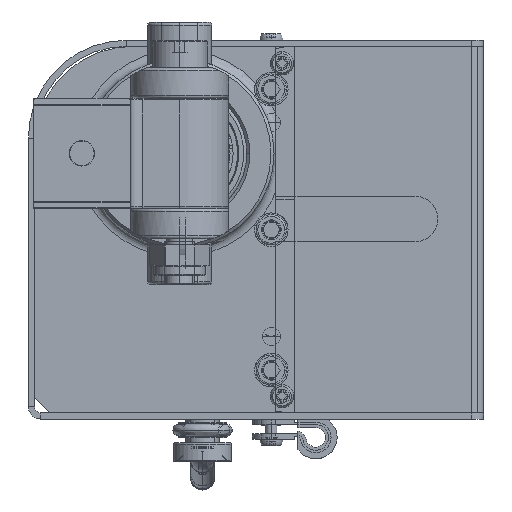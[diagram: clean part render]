
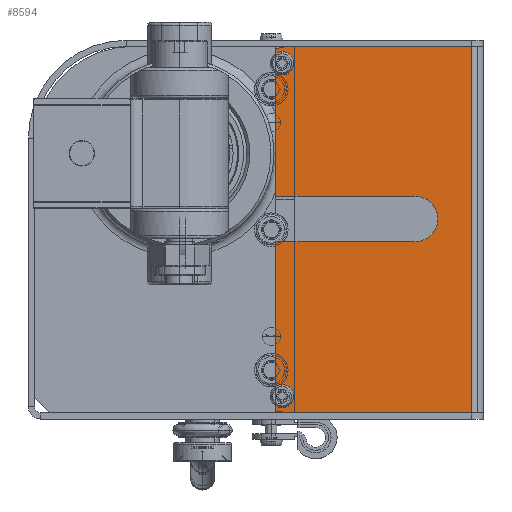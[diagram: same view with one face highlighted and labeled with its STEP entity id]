
A CAD part, front view. The second image highlights one B-rep face of the part: STEP entity #8594.
In plain terms, the highlighted face is planar.
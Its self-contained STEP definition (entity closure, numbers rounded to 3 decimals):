
#7900=DIRECTION('',(0.,-1.,0.));
#7901=VECTOR('',#7900,120.);
#7902=CARTESIAN_POINT('',(-2.,60.,-217.141));
#7903=LINE('',#7902,#7901);
#7914=DIRECTION('',(1.,0.,0.));
#7915=VECTOR('',#7914,60.03);
#7916=CARTESIAN_POINT('',(-62.03,60.,-217.141));
#7917=LINE('',#7916,#7915);
#7918=DIRECTION('',(0.985,0.174,0.));
#7919=VECTOR('',#7918,4.031);
#7920=CARTESIAN_POINT('',(-66.,59.3,-217.141));
#7921=LINE('',#7920,#7919);
#7922=DIRECTION('',(0.,1.,0.));
#7923=VECTOR('',#7922,2.55);
#7924=CARTESIAN_POINT('',(-66.,56.75,-217.141));
#7925=LINE('',#7924,#7923);
#7926=DIRECTION('',(-1.,0.,0.));
#7927=VECTOR('',#7926,2.25);
#7928=CARTESIAN_POINT('',(-63.75,56.75,-217.141));
#7929=LINE('',#7928,#7927);
#7930=CARTESIAN_POINT('',(-63.75,54.5,-217.141));
#7931=DIRECTION('',(0.,0.,1.));
#7932=DIRECTION('',(0.,-1.,0.));
#7933=AXIS2_PLACEMENT_3D('',#7930,#7931,#7932);
#7935=DIRECTION('',(1.,0.,0.));
#7936=VECTOR('',#7935,2.25);
#7937=CARTESIAN_POINT('',(-66.,52.25,-217.141));
#7938=LINE('',#7937,#7936);
#7939=DIRECTION('',(0.,1.,0.));
#7940=VECTOR('',#7939,48.25);
#7941=CARTESIAN_POINT('',(-66.,4.,-217.141));
#7942=LINE('',#7941,#7940);
#7943=DIRECTION('',(-1.,0.,0.));
#7944=VECTOR('',#7943,45.5);
#7945=CARTESIAN_POINT('',(-20.5,4.,-217.141));
#7946=LINE('',#7945,#7944);
#7947=CARTESIAN_POINT('',(-20.5,-3.5,-217.141));
#7948=DIRECTION('',(0.,0.,1.));
#7949=DIRECTION('',(0.,-1.,0.));
#7950=AXIS2_PLACEMENT_3D('',#7947,#7948,#7949);
#7952=DIRECTION('',(1.,0.,0.));
#7953=VECTOR('',#7952,45.5);
#7954=CARTESIAN_POINT('',(-66.,-11.,-217.141));
#7955=LINE('',#7954,#7953);
#7956=DIRECTION('',(0.,1.,0.));
#7957=VECTOR('',#7956,41.25);
#7958=CARTESIAN_POINT('',(-66.,-52.25,-217.141));
#7959=LINE('',#7958,#7957);
#7960=DIRECTION('',(-1.,0.,0.));
#7961=VECTOR('',#7960,2.25);
#7962=CARTESIAN_POINT('',(-63.75,-52.25,-217.141));
#7963=LINE('',#7962,#7961);
#7964=CARTESIAN_POINT('',(-63.75,-54.5,-217.141));
#7965=DIRECTION('',(0.,0.,1.));
#7966=DIRECTION('',(0.,-1.,0.));
#7967=AXIS2_PLACEMENT_3D('',#7964,#7965,#7966);
#7969=DIRECTION('',(1.,0.,0.));
#7970=VECTOR('',#7969,2.25);
#7971=CARTESIAN_POINT('',(-66.,-56.75,-217.141));
#7972=LINE('',#7971,#7970);
#7973=DIRECTION('',(0.,1.,0.));
#7974=VECTOR('',#7973,2.55);
#7975=CARTESIAN_POINT('',(-66.,-59.3,-217.141));
#7976=LINE('',#7975,#7974);
#7977=DIRECTION('',(-0.985,0.174,0.));
#7978=VECTOR('',#7977,4.031);
#7979=CARTESIAN_POINT('',(-62.03,-60.,-217.141));
#7980=LINE('',#7979,#7978);
#7981=DIRECTION('',(-1.,0.,0.));
#7982=VECTOR('',#7981,60.03);
#7983=CARTESIAN_POINT('',(-2.,-60.,-217.141));
#7984=LINE('',#7983,#7982);
#8202=CARTESIAN_POINT('',(-66.,56.75,-217.141));
#8203=CARTESIAN_POINT('',(-66.,59.3,-217.141));
#8204=VERTEX_POINT('',#8202);
#8205=VERTEX_POINT('',#8203);
#8233=CARTESIAN_POINT('',(-62.03,60.,-217.141));
#8235=VERTEX_POINT('',#8233);
#8247=CARTESIAN_POINT('',(-2.,60.,-217.141));
#8249=VERTEX_POINT('',#8247);
#8251=CARTESIAN_POINT('',(-2.,-60.,-217.141));
#8253=VERTEX_POINT('',#8251);
#8256=CARTESIAN_POINT('',(-62.03,-60.,-217.141));
#8257=VERTEX_POINT('',#8256);
#8298=CARTESIAN_POINT('',(-66.,-59.3,-217.141));
#8299=CARTESIAN_POINT('',(-66.,-56.75,-217.141));
#8300=VERTEX_POINT('',#8298);
#8301=VERTEX_POINT('',#8299);
#8302=CARTESIAN_POINT('',(-63.75,-56.75,-217.141));
#8303=VERTEX_POINT('',#8302);
#8304=CARTESIAN_POINT('',(-63.75,-52.25,-217.141));
#8305=VERTEX_POINT('',#8304);
#8306=CARTESIAN_POINT('',(-66.,-52.25,-217.141));
#8307=VERTEX_POINT('',#8306);
#8308=CARTESIAN_POINT('',(-66.,-11.,-217.141));
#8309=VERTEX_POINT('',#8308);
#8310=CARTESIAN_POINT('',(-20.5,-11.,-217.141));
#8311=VERTEX_POINT('',#8310);
#8312=CARTESIAN_POINT('',(-20.5,4.,-217.141));
#8313=VERTEX_POINT('',#8312);
#8314=CARTESIAN_POINT('',(-66.,4.,-217.141));
#8315=VERTEX_POINT('',#8314);
#8316=CARTESIAN_POINT('',(-66.,52.25,-217.141));
#8317=VERTEX_POINT('',#8316);
#8318=CARTESIAN_POINT('',(-63.75,52.25,-217.141));
#8319=VERTEX_POINT('',#8318);
#8320=CARTESIAN_POINT('',(-63.75,56.75,-217.141));
#8321=VERTEX_POINT('',#8320);
#8552=CARTESIAN_POINT('',(215.283,0.,-217.141));
#8553=DIRECTION('',(0.,0.,-1.));
#8554=DIRECTION('',(-1.,0.,0.));
#8555=AXIS2_PLACEMENT_3D('',#8552,#8553,#8554);
#8556=PLANE('',#8555);
#8557=ORIENTED_EDGE('',*,*,#8542,.F.);
#8559=ORIENTED_EDGE('',*,*,#8558,.F.);
#8561=ORIENTED_EDGE('',*,*,#8560,.F.);
#8563=ORIENTED_EDGE('',*,*,#8562,.F.);
#8565=ORIENTED_EDGE('',*,*,#8564,.F.);
#8567=ORIENTED_EDGE('',*,*,#8566,.F.);
#8569=ORIENTED_EDGE('',*,*,#8568,.F.);
#8571=ORIENTED_EDGE('',*,*,#8570,.F.);
#8573=ORIENTED_EDGE('',*,*,#8572,.F.);
#8575=ORIENTED_EDGE('',*,*,#8574,.F.);
#8577=ORIENTED_EDGE('',*,*,#8576,.F.);
#8579=ORIENTED_EDGE('',*,*,#8578,.F.);
#8581=ORIENTED_EDGE('',*,*,#8580,.F.);
#8583=ORIENTED_EDGE('',*,*,#8582,.F.);
#8585=ORIENTED_EDGE('',*,*,#8584,.F.);
#8587=ORIENTED_EDGE('',*,*,#8586,.F.);
#8589=ORIENTED_EDGE('',*,*,#8588,.F.);
#8591=ORIENTED_EDGE('',*,*,#8590,.F.);
#8592=EDGE_LOOP('',(#8557,#8559,#8561,#8563,#8565,#8567,#8569,#8571,#8573,#8575,
#8577,#8579,#8581,#8583,#8585,#8587,#8589,#8591));
#8593=FACE_OUTER_BOUND('',#8592,.F.);
#8594=ADVANCED_FACE('',(#8593),#8556,.T.);
#7934=CIRCLE('',#7933,2.25);
#7951=CIRCLE('',#7950,7.5);
#7968=CIRCLE('',#7967,2.25);
#8542=EDGE_CURVE('',#8249,#8253,#7903,.T.);
#8558=EDGE_CURVE('',#8235,#8249,#7917,.T.);
#8560=EDGE_CURVE('',#8205,#8235,#7921,.T.);
#8562=EDGE_CURVE('',#8204,#8205,#7925,.T.);
#8564=EDGE_CURVE('',#8321,#8204,#7929,.T.);
#8566=EDGE_CURVE('',#8319,#8321,#7934,.T.);
#8568=EDGE_CURVE('',#8317,#8319,#7938,.T.);
#8570=EDGE_CURVE('',#8315,#8317,#7942,.T.);
#8572=EDGE_CURVE('',#8313,#8315,#7946,.T.);
#8574=EDGE_CURVE('',#8311,#8313,#7951,.T.);
#8576=EDGE_CURVE('',#8309,#8311,#7955,.T.);
#8578=EDGE_CURVE('',#8307,#8309,#7959,.T.);
#8580=EDGE_CURVE('',#8305,#8307,#7963,.T.);
#8582=EDGE_CURVE('',#8303,#8305,#7968,.T.);
#8584=EDGE_CURVE('',#8301,#8303,#7972,.T.);
#8586=EDGE_CURVE('',#8300,#8301,#7976,.T.);
#8588=EDGE_CURVE('',#8257,#8300,#7980,.T.);
#8590=EDGE_CURVE('',#8253,#8257,#7984,.T.);
